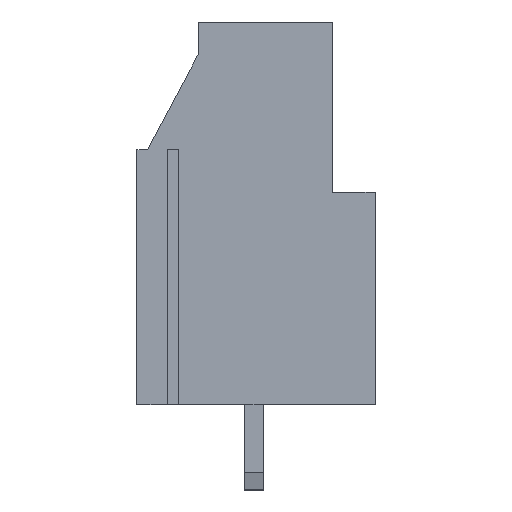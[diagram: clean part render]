
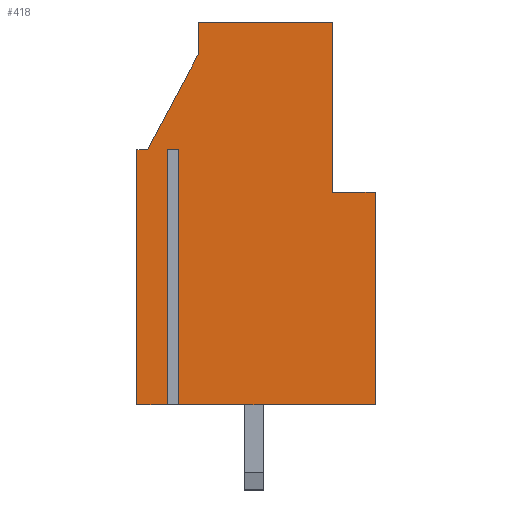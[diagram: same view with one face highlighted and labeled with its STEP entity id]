
A CAD part, front view. The second image highlights one B-rep face of the part: STEP entity #418.
In plain terms, the highlighted planar face has unit normal (0, -1, 0).
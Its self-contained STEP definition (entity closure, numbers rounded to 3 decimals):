
#418 = ADVANCED_FACE( '', ( #864 ), #865, .F. );
#864 = FACE_OUTER_BOUND( '', #1353, .T. );
#865 = PLANE( '', #1354 );
#1353 = EDGE_LOOP( '', ( #2367, #2368, #2369, #2370, #2371, #2372, #2373, #2374, #2375, #2376, #2377, #2378, #2379 ) );
#1354 = AXIS2_PLACEMENT_3D( '', #2380, #2381, #2382 );
#2367 = ORIENTED_EDGE( '', *, *, #3386, .F. );
#2368 = ORIENTED_EDGE( '', *, *, #3292, .T. );
#2369 = ORIENTED_EDGE( '', *, *, #3308, .F. );
#2370 = ORIENTED_EDGE( '', *, *, #3178, .F. );
#2371 = ORIENTED_EDGE( '', *, *, #3491, .F. );
#2372 = ORIENTED_EDGE( '', *, *, #3492, .T. );
#2373 = ORIENTED_EDGE( '', *, *, #3429, .T. );
#2374 = ORIENTED_EDGE( '', *, *, #3213, .F. );
#2375 = ORIENTED_EDGE( '', *, *, #3493, .F. );
#2376 = ORIENTED_EDGE( '', *, *, #3494, .F. );
#2377 = ORIENTED_EDGE( '', *, *, #3426, .T. );
#2378 = ORIENTED_EDGE( '', *, *, #3098, .T. );
#2379 = ORIENTED_EDGE( '', *, *, #3306, .F. );
#2380 = CARTESIAN_POINT( '', ( 12.134, -2.5, 19.8 ) );
#2381 = DIRECTION( '', ( 0., 1., 0. ) );
#2382 = DIRECTION( '', ( 1., 0., 0. ) );
#3098 = EDGE_CURVE( '', #3714, #3718, #3720, .T. );
#3178 = EDGE_CURVE( '', #3858, #3860, #3861, .T. );
#3213 = EDGE_CURVE( '', #3920, #3922, #3923, .T. );
#3292 = EDGE_CURVE( '', #4049, #4050, #4051, .T. );
#3306 = EDGE_CURVE( '', #4071, #3718, #4073, .T. );
#3308 = EDGE_CURVE( '', #3860, #4050, #4075, .T. );
#3386 = EDGE_CURVE( '', #4049, #4071, #4196, .T. );
#3426 = EDGE_CURVE( '', #4253, #3714, #4254, .T. );
#3429 = EDGE_CURVE( '', #4258, #3922, #4259, .T. );
#3491 = EDGE_CURVE( '', #4345, #3858, #4346, .T. );
#3492 = EDGE_CURVE( '', #4345, #4258, #4347, .T. );
#3493 = EDGE_CURVE( '', #4348, #3920, #4349, .T. );
#3494 = EDGE_CURVE( '', #4253, #4348, #4350, .T. );
#3714 = VERTEX_POINT( '', #4619 );
#3718 = VERTEX_POINT( '', #4625 );
#3720 = LINE( '', #4628, #4629 );
#3858 = VERTEX_POINT( '', #4827 );
#3860 = VERTEX_POINT( '', #4830 );
#3861 = LINE( '', #4831, #4832 );
#3920 = VERTEX_POINT( '', #4919 );
#3922 = VERTEX_POINT( '', #4922 );
#3923 = LINE( '', #4923, #4924 );
#4049 = VERTEX_POINT( '', #5105 );
#4050 = VERTEX_POINT( '', #5106 );
#4051 = LINE( '', #5107, #5108 );
#4071 = VERTEX_POINT( '', #5138 );
#4073 = LINE( '', #5141, #5142 );
#4075 = LINE( '', #5144, #5145 );
#4196 = LINE( '', #5319, #5320 );
#4253 = VERTEX_POINT( '', #5403 );
#4254 = LINE( '', #5404, #5405 );
#4258 = VERTEX_POINT( '', #5410 );
#4259 = LINE( '', #5411, #5412 );
#4345 = VERTEX_POINT( '', #5540 );
#4346 = LINE( '', #5541, #5542 );
#4347 = LINE( '', #5543, #5544 );
#4348 = VERTEX_POINT( '', #5545 );
#4349 = LINE( '', #5546, #5547 );
#4350 = LINE( '', #5548, #5549 );
#4619 = CARTESIAN_POINT( '', ( 11.2, -2.5, 0. ) );
#4625 = CARTESIAN_POINT( '', ( 11.2, -2.5, 10. ) );
#4628 = CARTESIAN_POINT( '', ( 11.2, -2.5, -1. ) );
#4629 = VECTOR( '', #5859, 1000. );
#4827 = CARTESIAN_POINT( '', ( 0.5, -2.5, 12. ) );
#4830 = CARTESIAN_POINT( '', ( 2.9, -2.5, 16.5 ) );
#4831 = CARTESIAN_POINT( '', ( -6.433, -2.5, -1. ) );
#4832 = VECTOR( '', #5927, 1000. );
#4919 = CARTESIAN_POINT( '', ( 1.423, -2.5, 12. ) );
#4922 = CARTESIAN_POINT( '', ( 1.423, -2.5, 0. ) );
#4923 = CARTESIAN_POINT( '', ( 1.423, -2.5, -1. ) );
#4924 = VECTOR( '', #5957, 1000. );
#5105 = CARTESIAN_POINT( '', ( 9.2, -2.5, 18. ) );
#5106 = CARTESIAN_POINT( '', ( 2.9, -2.5, 18. ) );
#5107 = CARTESIAN_POINT( '', ( 5.35, -2.5, 18. ) );
#5108 = VECTOR( '', #6031, 1000. );
#5138 = CARTESIAN_POINT( '', ( 9.2, -2.5, 10. ) );
#5141 = CARTESIAN_POINT( '', ( 9.038, -2.5, 10. ) );
#5142 = VECTOR( '', #6043, 1000. );
#5144 = CARTESIAN_POINT( '', ( 2.9, -2.5, -1. ) );
#5145 = VECTOR( '', #6044, 1000. );
#5319 = CARTESIAN_POINT( '', ( 9.2, -2.5, 18. ) );
#5320 = VECTOR( '', #6125, 1000. );
#5403 = CARTESIAN_POINT( '', ( 1.977, -2.5, 0. ) );
#5404 = CARTESIAN_POINT( '', ( 5.35, -2.5, 0. ) );
#5405 = VECTOR( '', #6158, 1000. );
#5410 = CARTESIAN_POINT( '', ( 0., -2.5, 0. ) );
#5411 = CARTESIAN_POINT( '', ( 5.35, -2.5, 0. ) );
#5412 = VECTOR( '', #6163, 1000. );
#5540 = CARTESIAN_POINT( '', ( 0., -2.5, 12. ) );
#5541 = CARTESIAN_POINT( '', ( 5.35, -2.5, 12. ) );
#5542 = VECTOR( '', #6218, 1000. );
#5543 = CARTESIAN_POINT( '', ( 0., -2.5, -1. ) );
#5544 = VECTOR( '', #6219, 1000. );
#5545 = CARTESIAN_POINT( '', ( 1.977, -2.5, 12. ) );
#5546 = CARTESIAN_POINT( '', ( 5.35, -2.5, 12. ) );
#5547 = VECTOR( '', #6220, 1000. );
#5548 = CARTESIAN_POINT( '', ( 1.977, -2.5, -1. ) );
#5549 = VECTOR( '', #6221, 1000. );
#5859 = DIRECTION( '', ( 0., 0., 1. ) );
#5927 = DIRECTION( '', ( 0.471, 0., 0.882 ) );
#5957 = DIRECTION( '', ( 0., 0., -1. ) );
#6031 = DIRECTION( '', ( -1., 0., 0. ) );
#6043 = DIRECTION( '', ( 1., 0., 0. ) );
#6044 = DIRECTION( '', ( 0., 0., 1. ) );
#6125 = DIRECTION( '', ( 0., 0., -1. ) );
#6158 = DIRECTION( '', ( 1., 0., 0. ) );
#6163 = DIRECTION( '', ( 1., 0., 0. ) );
#6218 = DIRECTION( '', ( 1., 0., 0. ) );
#6219 = DIRECTION( '', ( 0., 0., -1. ) );
#6220 = DIRECTION( '', ( -1., 0., 0. ) );
#6221 = DIRECTION( '', ( 0., 0., 1. ) );
